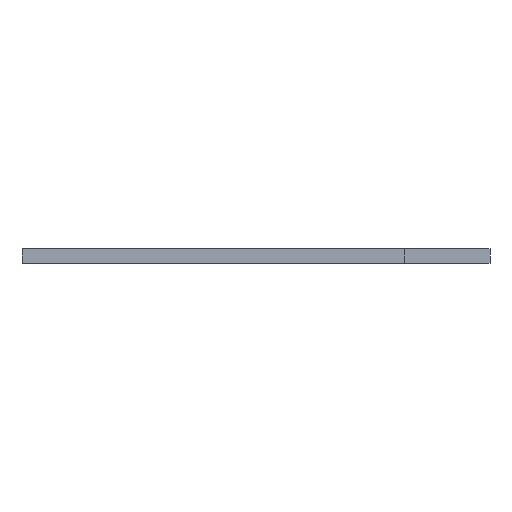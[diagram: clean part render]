
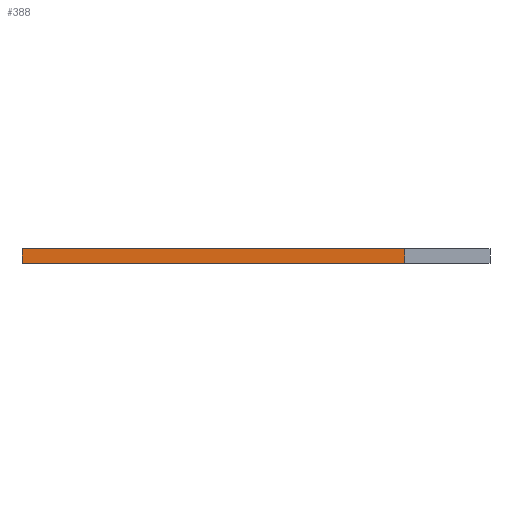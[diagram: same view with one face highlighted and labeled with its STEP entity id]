
A CAD part, left-side view. The second image highlights one B-rep face of the part: STEP entity #388.
In plain terms, the highlighted planar face has unit normal (-1, 0, 0).
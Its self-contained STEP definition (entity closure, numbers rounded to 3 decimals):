
#11 = VERTEX_POINT ( 'NONE', #338 ) ;
#24 = DIRECTION ( 'NONE',  ( 0., 0., -1. ) ) ;
#35 = ORIENTED_EDGE ( 'NONE', *, *, #357, .T. ) ;
#51 = LINE ( 'NONE', #301, #394 ) ;
#70 = CARTESIAN_POINT ( 'NONE',  ( -165., 30., 0. ) ) ;
#91 = DIRECTION ( 'NONE',  ( 0., 0., -1. ) ) ;
#110 = VECTOR ( 'NONE', #91, 1000. ) ;
#115 = FACE_OUTER_BOUND ( 'NONE', #1056, .T. ) ;
#121 = DIRECTION ( 'NONE',  ( 0., 0., -1. ) ) ;
#169 = CARTESIAN_POINT ( 'NONE',  ( -165., 30., 0. ) ) ;
#182 = ORIENTED_EDGE ( 'NONE', *, *, #451, .T. ) ;
#203 = ORIENTED_EDGE ( 'NONE', *, *, #591, .F. ) ;
#277 = CARTESIAN_POINT ( 'NONE',  ( -165., 30., 5. ) ) ;
#301 = CARTESIAN_POINT ( 'NONE',  ( -165., 30., 5. ) ) ;
#338 = CARTESIAN_POINT ( 'NONE',  ( -165., 165., 5. ) ) ;
#357 = EDGE_CURVE ( 'NONE', #11, #519, #858, .T. ) ;
#368 = ORIENTED_EDGE ( 'NONE', *, *, #981, .F. ) ;
#380 = VERTEX_POINT ( 'NONE', #698 ) ;
#388 = ADVANCED_FACE ( 'NONE', ( #115 ), #791, .F. ) ;
#394 = VECTOR ( 'NONE', #524, 1000. ) ;
#451 = EDGE_CURVE ( 'NONE', #519, #952, #851, .T. ) ;
#493 = DIRECTION ( 'NONE',  ( 0., -1., 0. ) ) ;
#519 = VERTEX_POINT ( 'NONE', #666 ) ;
#524 = DIRECTION ( 'NONE',  ( 0., -1., 0. ) ) ;
#591 = EDGE_CURVE ( 'NONE', #11, #380, #51, .T. ) ;
#604 = CARTESIAN_POINT ( 'NONE',  ( -165., 165., 5. ) ) ;
#666 = CARTESIAN_POINT ( 'NONE',  ( -165., 165., 0. ) ) ;
#698 = CARTESIAN_POINT ( 'NONE',  ( -165., 30., 5. ) ) ;
#741 = VECTOR ( 'NONE', #24, 1000. ) ;
#791 = PLANE ( 'NONE',  #796 ) ;
#796 = AXIS2_PLACEMENT_3D ( 'NONE', #277, #1018, #121 ) ;
#812 = VECTOR ( 'NONE', #493, 1000. ) ;
#851 = LINE ( 'NONE', #169, #812 ) ;
#858 = LINE ( 'NONE', #604, #741 ) ;
#952 = VERTEX_POINT ( 'NONE', #70 ) ;
#972 = CARTESIAN_POINT ( 'NONE',  ( -165., 30., 5. ) ) ;
#981 = EDGE_CURVE ( 'NONE', #380, #952, #1076, .T. ) ;
#1018 = DIRECTION ( 'NONE',  ( 1., 0., 0. ) ) ;
#1056 = EDGE_LOOP ( 'NONE', ( #182, #368, #203, #35 ) ) ;
#1076 = LINE ( 'NONE', #972, #110 ) ;
